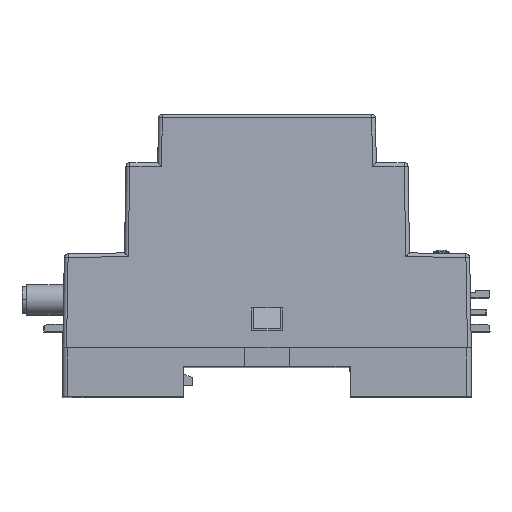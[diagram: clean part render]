
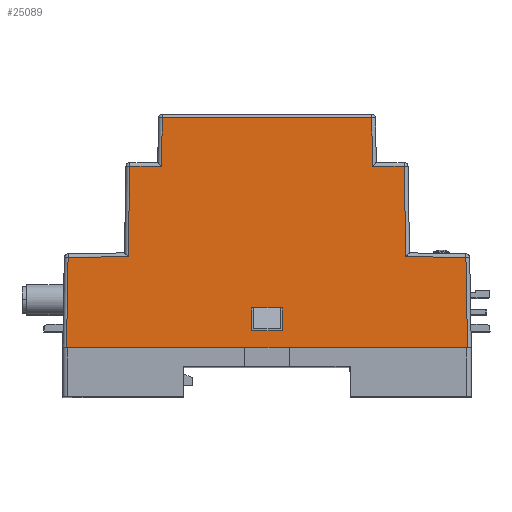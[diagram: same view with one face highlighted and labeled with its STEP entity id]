
A CAD part, top view. The second image highlights one B-rep face of the part: STEP entity #25089.
In plain terms, the highlighted planar face has unit normal (0, 0.018, 1).
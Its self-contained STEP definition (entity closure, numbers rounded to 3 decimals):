
#20824=DIRECTION('',(-0.017,1.,-0.017));
#20825=VECTOR('',#20824,19.012);
#20826=CARTESIAN_POINT('',(42.2,0.,78.5));
#20827=LINE('',#20826,#20825);
#20828=DIRECTION('',(-1.,0.,0.));
#20829=VECTOR('',#20828,84.4);
#20830=CARTESIAN_POINT('',(42.2,0.,78.5));
#20831=LINE('',#20830,#20829);
#20832=DIRECTION('',(-0.017,-1.,0.017));
#20833=VECTOR('',#20832,19.012);
#20834=CARTESIAN_POINT('',(-41.868,19.007,
78.168));
#20835=LINE('',#20834,#20833);
#20836=DIRECTION('',(-1.,-0.017,0.));
#20837=VECTOR('',#20836,12.657);
#20838=CARTESIAN_POINT('',(-29.214,19.228,
78.164));
#20839=LINE('',#20838,#20837);
#20840=DIRECTION('',(-0.017,-1.,0.017));
#20841=VECTOR('',#20840,18.992);
#20842=CARTESIAN_POINT('',(-28.882,38.214,
77.833));
#20843=LINE('',#20842,#20841);
#20844=DIRECTION('',(-1.,0.,0.));
#20845=VECTOR('',#20844,6.668);
#20846=CARTESIAN_POINT('',(-22.214,38.214,
77.833));
#20847=LINE('',#20846,#20845);
#20848=DIRECTION('',(-0.017,-1.,0.017));
#20849=VECTOR('',#20848,10.203);
#20850=CARTESIAN_POINT('',(-22.036,48.414,
77.655));
#20851=LINE('',#20850,#20849);
#20852=DIRECTION('',(-1.,0.,0.));
#20853=VECTOR('',#20852,44.072);
#20854=CARTESIAN_POINT('',(22.036,48.414,77.655));
#20855=LINE('',#20854,#20853);
#20856=DIRECTION('',(-0.017,1.,-0.017));
#20857=VECTOR('',#20856,10.203);
#20858=CARTESIAN_POINT('',(22.214,38.214,77.833));
#20859=LINE('',#20858,#20857);
#20860=DIRECTION('',(-1.,0.,0.));
#20861=VECTOR('',#20860,6.668);
#20862=CARTESIAN_POINT('',(28.882,38.214,77.833));
#20863=LINE('',#20862,#20861);
#20864=DIRECTION('',(-0.017,1.,-0.017));
#20865=VECTOR('',#20864,18.992);
#20866=CARTESIAN_POINT('',(29.214,19.228,78.164));
#20867=LINE('',#20866,#20865);
#20868=DIRECTION('',(-1.,0.017,0.));
#20869=VECTOR('',#20868,12.657);
#20870=CARTESIAN_POINT('',(41.868,19.007,78.168));
#20871=LINE('',#20870,#20869);
#20872=DIRECTION('',(1.,0.,0.));
#20873=VECTOR('',#20872,6.5);
#20874=CARTESIAN_POINT('',(-3.25,3.6,78.437));
#20875=LINE('',#20874,#20873);
#20876=DIRECTION('',(0.,1.,-0.017));
#20877=VECTOR('',#20876,4.801);
#20878=CARTESIAN_POINT('',(3.25,3.6,78.437));
#20879=LINE('',#20878,#20877);
#20880=DIRECTION('',(-1.,0.,0.));
#20881=VECTOR('',#20880,6.5);
#20882=CARTESIAN_POINT('',(3.25,8.4,78.353));
#20883=LINE('',#20882,#20881);
#20884=DIRECTION('',(0.,-1.,0.017));
#20885=VECTOR('',#20884,4.801);
#20886=CARTESIAN_POINT('',(-3.25,8.4,78.353));
#20887=LINE('',#20886,#20885);
#20932=CARTESIAN_POINT('',(-42.2,0.,78.5));
#20942=CARTESIAN_POINT('',(42.2,0.,78.5));
#24216=CARTESIAN_POINT('',(-3.25,3.6,78.437));
#24218=VERTEX_POINT('',#24216);
#24220=CARTESIAN_POINT('',(3.25,3.6,78.437));
#24222=VERTEX_POINT('',#24220);
#24224=CARTESIAN_POINT('',(3.25,8.4,78.353));
#24226=VERTEX_POINT('',#24224);
#24228=CARTESIAN_POINT('',(-3.25,8.4,78.353));
#24230=VERTEX_POINT('',#24228);
#24433=VERTEX_POINT('',#20942);
#24434=CARTESIAN_POINT('',(41.868,19.007,78.168));
#24435=VERTEX_POINT('',#24434);
#24454=VERTEX_POINT('',#20932);
#24458=CARTESIAN_POINT('',(-41.868,19.007,
78.168));
#24459=VERTEX_POINT('',#24458);
#24462=CARTESIAN_POINT('',(-28.882,38.214,
77.833));
#24463=CARTESIAN_POINT('',(-29.214,19.228,
78.164));
#24464=VERTEX_POINT('',#24462);
#24465=VERTEX_POINT('',#24463);
#24466=CARTESIAN_POINT('',(-22.214,38.214,
77.833));
#24467=VERTEX_POINT('',#24466);
#24472=CARTESIAN_POINT('',(-22.036,48.414,
77.655));
#24473=VERTEX_POINT('',#24472);
#24476=CARTESIAN_POINT('',(22.036,48.414,77.655));
#24477=VERTEX_POINT('',#24476);
#24480=CARTESIAN_POINT('',(22.214,38.214,77.833));
#24481=VERTEX_POINT('',#24480);
#24482=CARTESIAN_POINT('',(28.882,38.214,77.833));
#24483=VERTEX_POINT('',#24482);
#24484=CARTESIAN_POINT('',(29.214,19.228,78.164));
#24485=VERTEX_POINT('',#24484);
#25048=CARTESIAN_POINT('',(-45.228,0.,78.5));
#25049=DIRECTION('',(0.,0.017,1.));
#25050=DIRECTION('',(1.,0.,0.));
#25051=AXIS2_PLACEMENT_3D('',#25048,#25049,#25050);
#25052=PLANE('',#25051);
#25054=ORIENTED_EDGE('',*,*,#25053,.F.);
#25056=ORIENTED_EDGE('',*,*,#25055,.T.);
#25058=ORIENTED_EDGE('',*,*,#25057,.F.);
#25060=ORIENTED_EDGE('',*,*,#25059,.F.);
#25062=ORIENTED_EDGE('',*,*,#25061,.F.);
#25064=ORIENTED_EDGE('',*,*,#25063,.F.);
#25066=ORIENTED_EDGE('',*,*,#25065,.F.);
#25068=ORIENTED_EDGE('',*,*,#25067,.F.);
#25070=ORIENTED_EDGE('',*,*,#25069,.F.);
#25072=ORIENTED_EDGE('',*,*,#25071,.F.);
#25074=ORIENTED_EDGE('',*,*,#25073,.F.);
#25076=ORIENTED_EDGE('',*,*,#25075,.F.);
#25077=EDGE_LOOP('',(#25054,#25056,#25058,#25060,#25062,#25064,#25066,#25068,
#25070,#25072,#25074,#25076));
#25078=FACE_OUTER_BOUND('',#25077,.F.);
#25080=ORIENTED_EDGE('',*,*,#25079,.T.);
#25082=ORIENTED_EDGE('',*,*,#25081,.T.);
#25084=ORIENTED_EDGE('',*,*,#25083,.T.);
#25086=ORIENTED_EDGE('',*,*,#25085,.T.);
#25087=EDGE_LOOP('',(#25080,#25082,#25084,#25086));
#25088=FACE_BOUND('',#25087,.F.);
#25089=ADVANCED_FACE('',(#25078,#25088),#25052,.T.);
#25053=EDGE_CURVE('',#24433,#24435,#20827,.T.);
#25055=EDGE_CURVE('',#24433,#24454,#20831,.T.);
#25057=EDGE_CURVE('',#24459,#24454,#20835,.T.);
#25059=EDGE_CURVE('',#24465,#24459,#20839,.T.);
#25061=EDGE_CURVE('',#24464,#24465,#20843,.T.);
#25063=EDGE_CURVE('',#24467,#24464,#20847,.T.);
#25065=EDGE_CURVE('',#24473,#24467,#20851,.T.);
#25067=EDGE_CURVE('',#24477,#24473,#20855,.T.);
#25069=EDGE_CURVE('',#24481,#24477,#20859,.T.);
#25071=EDGE_CURVE('',#24483,#24481,#20863,.T.);
#25073=EDGE_CURVE('',#24485,#24483,#20867,.T.);
#25075=EDGE_CURVE('',#24435,#24485,#20871,.T.);
#25079=EDGE_CURVE('',#24218,#24222,#20875,.T.);
#25081=EDGE_CURVE('',#24222,#24226,#20879,.T.);
#25083=EDGE_CURVE('',#24226,#24230,#20883,.T.);
#25085=EDGE_CURVE('',#24230,#24218,#20887,.T.);
